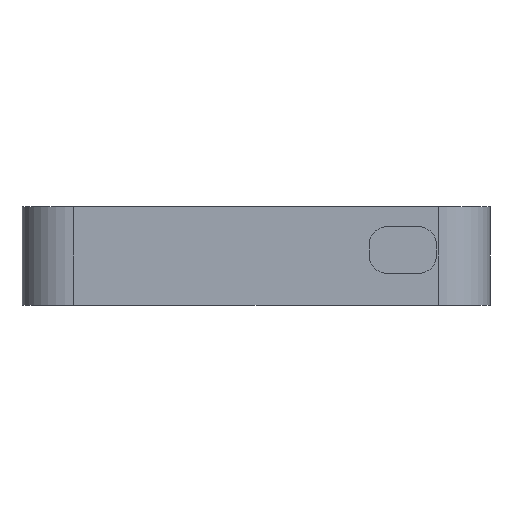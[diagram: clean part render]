
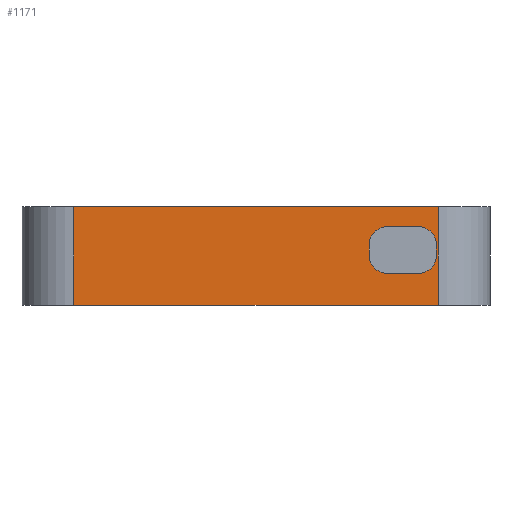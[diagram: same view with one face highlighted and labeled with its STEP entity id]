
A CAD part, left-side view. The second image highlights one B-rep face of the part: STEP entity #1171.
In plain terms, the highlighted planar face has unit normal (-1, 0, 0).
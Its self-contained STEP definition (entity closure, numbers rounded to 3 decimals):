
#37=FACE_BOUND('',#199,.T.);
#65=CIRCLE('',#1237,3.5);
#66=CIRCLE('',#1240,3.5);
#67=CIRCLE('',#1243,3.5);
#68=CIRCLE('',#1245,3.5);
#137=FACE_OUTER_BOUND('',#198,.T.);
#198=EDGE_LOOP('',(#1036,#1037,#1038,#1039));
#199=EDGE_LOOP('',(#1040,#1041,#1042,#1043,#1044,#1045,#1046,#1047));
#249=LINE('',#1732,#376);
#283=LINE('',#1835,#410);
#287=LINE('',#1845,#414);
#292=LINE('',#1857,#419);
#293=LINE('',#1860,#420);
#327=LINE('',#1953,#454);
#328=LINE('',#1956,#455);
#329=LINE('',#1957,#456);
#376=VECTOR('',#1375,10.);
#410=VECTOR('',#1473,10.);
#414=VECTOR('',#1483,10.);
#419=VECTOR('',#1498,10.);
#420=VECTOR('',#1503,10.);
#454=VECTOR('',#1609,10.);
#455=VECTOR('',#1612,10.);
#456=VECTOR('',#1613,10.);
#501=VERTEX_POINT('',#1730);
#502=VERTEX_POINT('',#1731);
#537=VERTEX_POINT('',#1828);
#538=VERTEX_POINT('',#1829);
#539=VERTEX_POINT('',#1834);
#540=VERTEX_POINT('',#1838);
#541=VERTEX_POINT('',#1840);
#542=VERTEX_POINT('',#1844);
#543=VERTEX_POINT('',#1849);
#544=VERTEX_POINT('',#1853);
#567=VERTEX_POINT('',#1951);
#568=VERTEX_POINT('',#1955);
#621=EDGE_CURVE('',#501,#502,#249,.T.);
#673=EDGE_CURVE('',#537,#538,#65,.T.);
#676=EDGE_CURVE('',#538,#539,#283,.T.);
#679=EDGE_CURVE('',#540,#541,#66,.T.);
#681=EDGE_CURVE('',#542,#541,#287,.T.);
#684=EDGE_CURVE('',#539,#543,#67,.T.);
#686=EDGE_CURVE('',#542,#544,#68,.T.);
#688=EDGE_CURVE('',#537,#544,#292,.T.);
#689=EDGE_CURVE('',#540,#543,#293,.T.);
#734=EDGE_CURVE('',#501,#567,#327,.T.);
#735=EDGE_CURVE('',#568,#567,#328,.T.);
#736=EDGE_CURVE('',#502,#568,#329,.T.);
#1036=ORIENTED_EDGE('',*,*,#734,.T.);
#1037=ORIENTED_EDGE('',*,*,#735,.F.);
#1038=ORIENTED_EDGE('',*,*,#736,.F.);
#1039=ORIENTED_EDGE('',*,*,#621,.F.);
#1040=ORIENTED_EDGE('',*,*,#689,.T.);
#1041=ORIENTED_EDGE('',*,*,#684,.F.);
#1042=ORIENTED_EDGE('',*,*,#676,.F.);
#1043=ORIENTED_EDGE('',*,*,#673,.F.);
#1044=ORIENTED_EDGE('',*,*,#688,.T.);
#1045=ORIENTED_EDGE('',*,*,#686,.F.);
#1046=ORIENTED_EDGE('',*,*,#681,.T.);
#1047=ORIENTED_EDGE('',*,*,#679,.F.);
#1113=PLANE('',#1285);
#1171=ADVANCED_FACE('',(#137,#37),#1113,.T.);
#1237=AXIS2_PLACEMENT_3D('',#1830,#1467,#1468);
#1240=AXIS2_PLACEMENT_3D('',#1841,#1478,#1479);
#1243=AXIS2_PLACEMENT_3D('',#1850,#1488,#1489);
#1245=AXIS2_PLACEMENT_3D('',#1854,#1493,#1494);
#1285=AXIS2_PLACEMENT_3D('',#1954,#1610,#1611);
#1375=DIRECTION('',(0.,1.,0.));
#1467=DIRECTION('center_axis',(-1.,0.,0.));
#1468=DIRECTION('ref_axis',(0.,0.707,0.707));
#1473=DIRECTION('',(0.,0.,-1.));
#1478=DIRECTION('center_axis',(-1.,0.,0.));
#1479=DIRECTION('ref_axis',(0.,-0.707,-0.707));
#1483=DIRECTION('',(0.,0.,-1.));
#1488=DIRECTION('center_axis',(-1.,0.,0.));
#1489=DIRECTION('ref_axis',(0.,0.707,-0.707));
#1493=DIRECTION('center_axis',(-1.,0.,0.));
#1494=DIRECTION('ref_axis',(0.,-0.707,0.707));
#1498=DIRECTION('',(0.,-1.,0.));
#1503=DIRECTION('',(0.,1.,0.));
#1609=DIRECTION('',(0.,0.,1.));
#1610=DIRECTION('center_axis',(-1.,0.,0.));
#1611=DIRECTION('ref_axis',(0.,-1.,0.));
#1612=DIRECTION('',(0.,-1.,0.));
#1613=DIRECTION('',(0.,0.,1.));
#1730=CARTESIAN_POINT('',(-6.5,-73.75,-16.9));
#1731=CARTESIAN_POINT('',(-6.5,-3.5,-16.9));
#1732=CARTESIAN_POINT('',(-6.5,-73.75,-16.9));
#1828=CARTESIAN_POINT('',(-6.5,-63.931,-1.8));
#1829=CARTESIAN_POINT('',(-6.5,-60.431,-5.3));
#1830=CARTESIAN_POINT('Origin',(-6.5,-63.931,-5.3));
#1834=CARTESIAN_POINT('',(-6.5,-60.431,-7.3));
#1835=CARTESIAN_POINT('',(-6.5,-60.431,-5.4));
#1838=CARTESIAN_POINT('',(-6.5,-69.931,-10.8));
#1840=CARTESIAN_POINT('',(-6.5,-73.431,-7.3));
#1841=CARTESIAN_POINT('Origin',(-6.5,-69.931,-7.3));
#1844=CARTESIAN_POINT('',(-6.5,-73.431,-5.3));
#1845=CARTESIAN_POINT('',(-6.5,-73.431,-0.9));
#1849=CARTESIAN_POINT('',(-6.5,-63.931,-10.8));
#1850=CARTESIAN_POINT('Origin',(-6.5,-63.931,-7.3));
#1853=CARTESIAN_POINT('',(-6.5,-69.931,-1.8));
#1854=CARTESIAN_POINT('Origin',(-6.5,-69.931,-5.3));
#1857=CARTESIAN_POINT('',(-6.5,-37.74,-1.8));
#1860=CARTESIAN_POINT('',(-6.5,-37.74,-10.8));
#1951=CARTESIAN_POINT('',(-6.5,-73.75,2.));
#1953=CARTESIAN_POINT('',(-6.5,-73.75,0.));
#1954=CARTESIAN_POINT('Origin',(-6.5,-3.5,0.));
#1955=CARTESIAN_POINT('',(-6.5,-3.5,2.));
#1956=CARTESIAN_POINT('',(-6.5,-73.75,2.));
#1957=CARTESIAN_POINT('',(-6.5,-3.5,0.));
